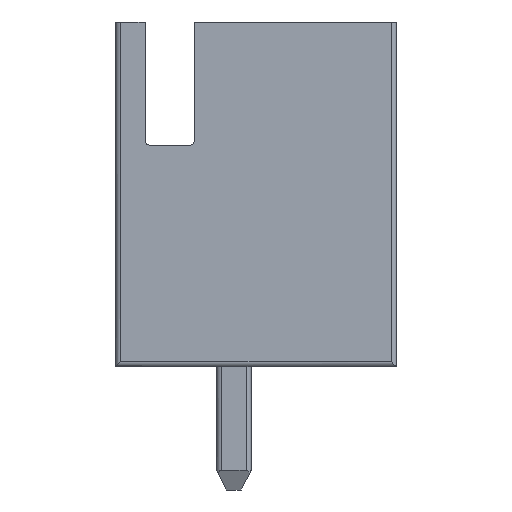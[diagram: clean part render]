
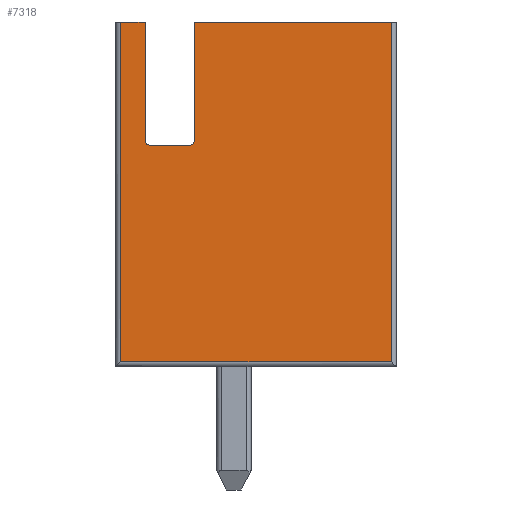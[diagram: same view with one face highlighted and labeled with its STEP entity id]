
A CAD part, left-side view. The second image highlights one B-rep face of the part: STEP entity #7318.
In plain terms, the highlighted planar face has unit normal (-1, 0, 0).
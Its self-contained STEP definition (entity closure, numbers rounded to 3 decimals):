
#139 = CARTESIAN_POINT ( 'NONE',  ( -2.5, 5., 5.2 ) ) ;
#697 = DIRECTION ( 'NONE',  ( 0., 0., -1. ) ) ;
#1273 = CARTESIAN_POINT ( 'NONE',  ( -2.5, 3.6, 2.8 ) ) ;
#1311 = CARTESIAN_POINT ( 'NONE',  ( -2.5, 4.5, 5.2 ) ) ;
#1357 = CARTESIAN_POINT ( 'NONE',  ( -2.5, -0.5, 5.2 ) ) ;
#1401 = CARTESIAN_POINT ( 'NONE',  ( -2.5, 4.5, 2.8 ) ) ;
#2019 = AXIS2_PLACEMENT_3D ( 'NONE', #2213, #8500, #11217 ) ;
#2213 = CARTESIAN_POINT ( 'NONE',  ( -2.5, 5.1, 5.2 ) ) ;
#2476 = EDGE_CURVE ( 'NONE', #13793, #18189, #13820, .T. ) ;
#2892 = LINE ( 'NONE', #15276, #18981 ) ;
#2929 = CARTESIAN_POINT ( 'NONE',  ( -2.5, 4.4, 2.8 ) ) ;
#2990 = DIRECTION ( 'NONE',  ( 1., 0., 0. ) ) ;
#3404 = EDGE_CURVE ( 'NONE', #16782, #12643, #5397, .T. ) ;
#3573 = CIRCLE ( 'NONE', #14820, 0.1 ) ;
#3657 = PLANE ( 'NONE',  #2019 ) ;
#3824 = ORIENTED_EDGE ( 'NONE', *, *, #17217, .F. ) ;
#3930 = LINE ( 'NONE', #11790, #4008 ) ;
#4008 = VECTOR ( 'NONE', #10088, 1000. ) ;
#4304 = EDGE_CURVE ( 'NONE', #11133, #9618, #17887, .T. ) ;
#4306 = VERTEX_POINT ( 'NONE', #15509 ) ;
#4432 = DIRECTION ( 'NONE',  ( 0., -1., 0. ) ) ;
#5014 = VERTEX_POINT ( 'NONE', #9533 ) ;
#5397 = LINE ( 'NONE', #19545, #7654 ) ;
#5700 = ORIENTED_EDGE ( 'NONE', *, *, #11311, .T. ) ;
#6683 = VECTOR ( 'NONE', #697, 1000. ) ;
#6882 = EDGE_CURVE ( 'NONE', #4306, #11133, #3930, .T. ) ;
#7318 = ADVANCED_FACE ( 'NONE', ( #18934 ), #3657, .F. ) ;
#7654 = VECTOR ( 'NONE', #13120, 1000. ) ;
#7658 = VECTOR ( 'NONE', #19193, 1000. ) ;
#7665 = CARTESIAN_POINT ( 'NONE',  ( -2.5, 4.5, 5.2 ) ) ;
#7729 = CARTESIAN_POINT ( 'NONE',  ( -2.5, -0.5, -1.7 ) ) ;
#7979 = LINE ( 'NONE', #14099, #16189 ) ;
#8212 = EDGE_CURVE ( 'NONE', #13793, #16782, #17120, .T. ) ;
#8256 = LINE ( 'NONE', #17683, #7658 ) ;
#8500 = DIRECTION ( 'NONE',  ( 1., 0., 0. ) ) ;
#9203 = ORIENTED_EDGE ( 'NONE', *, *, #13849, .T. ) ;
#9363 = ORIENTED_EDGE ( 'NONE', *, *, #6882, .T. ) ;
#9533 = CARTESIAN_POINT ( 'NONE',  ( -2.5, 3.5, 5.2 ) ) ;
#9596 = DIRECTION ( 'NONE',  ( 0., 0., 1. ) ) ;
#9618 = VERTEX_POINT ( 'NONE', #1401 ) ;
#10088 = DIRECTION ( 'NONE',  ( 0., 1., 0. ) ) ;
#10420 = ORIENTED_EDGE ( 'NONE', *, *, #2476, .F. ) ;
#10850 = AXIS2_PLACEMENT_3D ( 'NONE', #2929, #12022, #15310 ) ;
#10929 = EDGE_LOOP ( 'NONE', ( #10946, #5700, #3824, #9203, #17804, #9363, #18482, #18533, #10420, #11793 ) ) ;
#10946 = ORIENTED_EDGE ( 'NONE', *, *, #3404, .T. ) ;
#11133 = VERTEX_POINT ( 'NONE', #19632 ) ;
#11217 = DIRECTION ( 'NONE',  ( 0., 1., 0. ) ) ;
#11311 = EDGE_CURVE ( 'NONE', #12643, #14766, #7979, .T. ) ;
#11552 = CARTESIAN_POINT ( 'NONE',  ( -2.5, 5., -1.7 ) ) ;
#11569 = VECTOR ( 'NONE', #16014, 1000. ) ;
#11790 = CARTESIAN_POINT ( 'NONE',  ( -2.5, 5.1, 2.7 ) ) ;
#11793 = ORIENTED_EDGE ( 'NONE', *, *, #8212, .T. ) ;
#12022 = DIRECTION ( 'NONE',  ( 1., 0., 0. ) ) ;
#12048 = VECTOR ( 'NONE', #16841, 1000. ) ;
#12643 = VERTEX_POINT ( 'NONE', #7729 ) ;
#13120 = DIRECTION ( 'NONE',  ( 0., -1., 0. ) ) ;
#13456 = VERTEX_POINT ( 'NONE', #19387 ) ;
#13614 = LINE ( 'NONE', #1311, #11569 ) ;
#13793 = VERTEX_POINT ( 'NONE', #139 ) ;
#13820 = LINE ( 'NONE', #16627, #12048 ) ;
#13849 = EDGE_CURVE ( 'NONE', #5014, #13456, #8256, .T. ) ;
#14099 = CARTESIAN_POINT ( 'NONE',  ( -2.5, -0.5, 5.2 ) ) ;
#14516 = CARTESIAN_POINT ( 'NONE',  ( -2.5, 5., 5.2 ) ) ;
#14766 = VERTEX_POINT ( 'NONE', #1357 ) ;
#14820 = AXIS2_PLACEMENT_3D ( 'NONE', #1273, #2990, #15367 ) ;
#15276 = CARTESIAN_POINT ( 'NONE',  ( -2.5, 5.1, 5.2 ) ) ;
#15310 = DIRECTION ( 'NONE',  ( 0., 1., 0. ) ) ;
#15367 = DIRECTION ( 'NONE',  ( 0., 1., 0. ) ) ;
#15509 = CARTESIAN_POINT ( 'NONE',  ( -2.5, 3.6, 2.7 ) ) ;
#15515 = EDGE_CURVE ( 'NONE', #9618, #18189, #13614, .T. ) ;
#16014 = DIRECTION ( 'NONE',  ( 0., 0., 1. ) ) ;
#16189 = VECTOR ( 'NONE', #9596, 1000. ) ;
#16627 = CARTESIAN_POINT ( 'NONE',  ( -2.5, 5.1, 5.2 ) ) ;
#16782 = VERTEX_POINT ( 'NONE', #11552 ) ;
#16841 = DIRECTION ( 'NONE',  ( 0., -1., 0. ) ) ;
#17120 = LINE ( 'NONE', #14516, #6683 ) ;
#17175 = EDGE_CURVE ( 'NONE', #13456, #4306, #3573, .T. ) ;
#17217 = EDGE_CURVE ( 'NONE', #5014, #14766, #2892, .T. ) ;
#17683 = CARTESIAN_POINT ( 'NONE',  ( -2.5, 3.5, 5.2 ) ) ;
#17804 = ORIENTED_EDGE ( 'NONE', *, *, #17175, .T. ) ;
#17887 = CIRCLE ( 'NONE', #10850, 0.1 ) ;
#18189 = VERTEX_POINT ( 'NONE', #7665 ) ;
#18482 = ORIENTED_EDGE ( 'NONE', *, *, #4304, .T. ) ;
#18533 = ORIENTED_EDGE ( 'NONE', *, *, #15515, .T. ) ;
#18934 = FACE_OUTER_BOUND ( 'NONE', #10929, .T. ) ;
#18981 = VECTOR ( 'NONE', #4432, 1000. ) ;
#19193 = DIRECTION ( 'NONE',  ( 0., 0., -1. ) ) ;
#19387 = CARTESIAN_POINT ( 'NONE',  ( -2.5, 3.5, 2.8 ) ) ;
#19545 = CARTESIAN_POINT ( 'NONE',  ( -2.5, 5.1, -1.7 ) ) ;
#19632 = CARTESIAN_POINT ( 'NONE',  ( -2.5, 4.4, 2.7 ) ) ;
